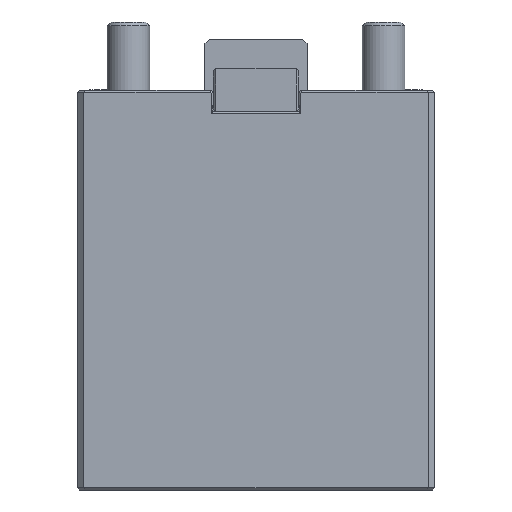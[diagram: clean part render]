
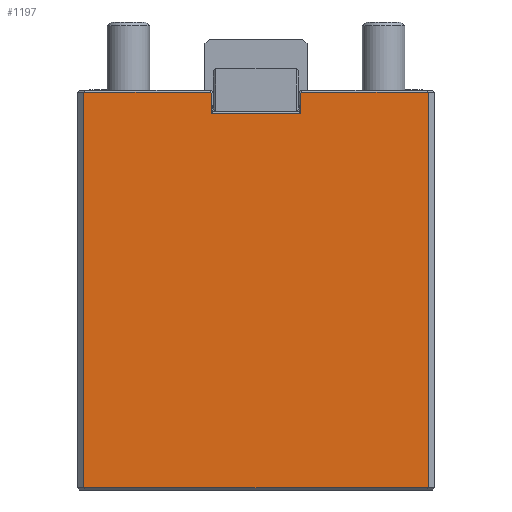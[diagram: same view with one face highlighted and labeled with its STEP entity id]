
A CAD part, left-side view. The second image highlights one B-rep face of the part: STEP entity #1197.
In plain terms, the highlighted planar face has unit normal (-1, 0, 0).
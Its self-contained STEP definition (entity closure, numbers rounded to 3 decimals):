
#364=LINE('',#6151,#783);
#366=LINE('',#6155,#785);
#368=LINE('',#6159,#787);
#371=LINE('',#6165,#790);
#386=LINE('',#6194,#805);
#403=LINE('',#6232,#822);
#422=LINE('',#6279,#841);
#425=LINE('',#6285,#844);
#426=LINE('',#6286,#845);
#427=LINE('',#6288,#846);
#783=VECTOR('',#4841,1.);
#785=VECTOR('',#4845,1.);
#787=VECTOR('',#4849,1.);
#790=VECTOR('',#4854,1.);
#805=VECTOR('',#4877,1.);
#822=VECTOR('',#4916,1.);
#841=VECTOR('',#4967,1.);
#844=VECTOR('',#4972,1.);
#845=VECTOR('',#4973,1.);
#846=VECTOR('',#4974,1.);
#1197=ADVANCED_FACE('',(#1561),#1384,.T.);
#1384=PLANE('',#4068);
#1561=FACE_OUTER_BOUND('',#1802,.T.);
#1802=EDGE_LOOP('',(#2674,#2675,#2676,#2677,#2678,#2679,#2680,#2681,#2682,
#2683));
#2674=ORIENTED_EDGE('',*,*,#3637,.T.);
#2675=ORIENTED_EDGE('',*,*,#3663,.T.);
#2676=ORIENTED_EDGE('',*,*,#3660,.T.);
#2677=ORIENTED_EDGE('',*,*,#3664,.T.);
#2678=ORIENTED_EDGE('',*,*,#3665,.T.);
#2679=ORIENTED_EDGE('',*,*,#3618,.T.);
#2680=ORIENTED_EDGE('',*,*,#3603,.T.);
#2681=ORIENTED_EDGE('',*,*,#3600,.T.);
#2682=ORIENTED_EDGE('',*,*,#3598,.T.);
#2683=ORIENTED_EDGE('',*,*,#3596,.T.);
#3068=VERTEX_POINT('',#5869);
#3147=VERTEX_POINT('',#6152);
#3148=VERTEX_POINT('',#6156);
#3149=VERTEX_POINT('',#6160);
#3151=VERTEX_POINT('',#6166);
#3161=VERTEX_POINT('',#6195);
#3171=VERTEX_POINT('',#6233);
#3183=VERTEX_POINT('',#6280);
#3184=VERTEX_POINT('',#6281);
#3185=VERTEX_POINT('',#6287);
#3596=EDGE_CURVE('',#3147,#3068,#364,.T.);
#3598=EDGE_CURVE('',#3148,#3147,#366,.T.);
#3600=EDGE_CURVE('',#3149,#3148,#368,.T.);
#3603=EDGE_CURVE('',#3151,#3149,#371,.T.);
#3618=EDGE_CURVE('',#3161,#3151,#386,.T.);
#3637=EDGE_CURVE('',#3068,#3171,#403,.T.);
#3660=EDGE_CURVE('',#3183,#3184,#422,.T.);
#3663=EDGE_CURVE('',#3171,#3183,#425,.T.);
#3664=EDGE_CURVE('',#3184,#3185,#426,.T.);
#3665=EDGE_CURVE('',#3185,#3161,#427,.T.);
#4068=AXIS2_PLACEMENT_3D('',#6289,#4975,#4976);
#4841=DIRECTION('',(0.,1.,0.));
#4845=DIRECTION('',(0.,0.707,0.707));
#4849=DIRECTION('',(0.,0.,1.));
#4854=DIRECTION('',(0.,1.,0.));
#4877=DIRECTION('',(0.,0.,-1.));
#4916=DIRECTION('',(0.,0.,-1.));
#4967=DIRECTION('',(0.,0.,1.));
#4972=DIRECTION('',(0.,-1.,0.));
#4973=DIRECTION('',(0.,1.,0.));
#4974=DIRECTION('',(0.,0.707,-0.707));
#4975=DIRECTION('',(-1.,0.,0.));
#4976=DIRECTION('',(0.,0.,-1.));
#5869=CARTESIAN_POINT('',(-80.,40.5,-0.5));
#6151=CARTESIAN_POINT('',(-80.,42.,-0.5));
#6152=CARTESIAN_POINT('',(-80.,10.707,-0.5));
#6155=CARTESIAN_POINT('',(-80.,26.604,15.396));
#6156=CARTESIAN_POINT('',(-80.,10.5,-0.707));
#6159=CARTESIAN_POINT('',(-80.,10.5,-0.5));
#6160=CARTESIAN_POINT('',(-80.,10.5,-5.5));
#6165=CARTESIAN_POINT('',(-80.,42.,-5.5));
#6166=CARTESIAN_POINT('',(-80.,-10.5,-5.5));
#6194=CARTESIAN_POINT('',(-80.,-10.5,-5.));
#6195=CARTESIAN_POINT('',(-80.,-10.5,-0.707));
#6232=CARTESIAN_POINT('',(-80.,40.5,-94.));
#6233=CARTESIAN_POINT('',(-80.,40.5,-93.5));
#6279=CARTESIAN_POINT('',(-80.,-40.5,0.));
#6280=CARTESIAN_POINT('',(-80.,-40.5,-93.5));
#6281=CARTESIAN_POINT('',(-80.,-40.5,-0.5));
#6285=CARTESIAN_POINT('',(-80.,42.,-93.5));
#6286=CARTESIAN_POINT('',(-80.,42.,-0.5));
#6287=CARTESIAN_POINT('',(-80.,-10.707,-0.5));
#6288=CARTESIAN_POINT('',(-80.,15.396,-26.604));
#6289=CARTESIAN_POINT('',(-80.,42.,0.));
